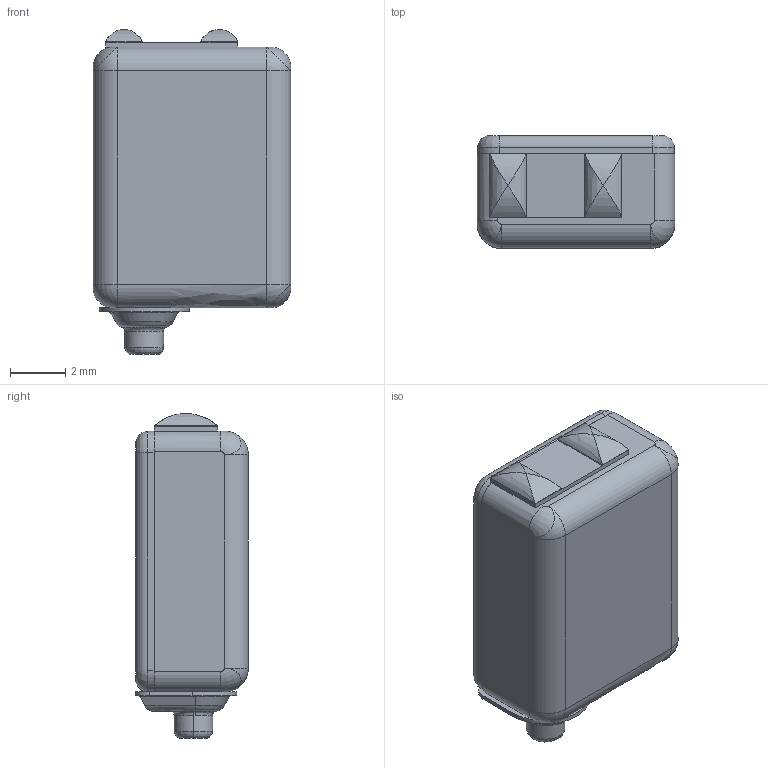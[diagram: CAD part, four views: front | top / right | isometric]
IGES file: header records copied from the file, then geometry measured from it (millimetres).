
Start section:  PTC IGES file: ci-28597-000_sw.igs
Global section: file name: ci-28597-000_sw.igs; native system: Pro/ENGINEER by Parametric Technology Corporation; preprocessor: 2005070; author: DSchaefe; organization: Unknown; date: 051212.103655; units: inch
Bounding box: 7.14 x 4.06 x 11.74 mm (x, y, z)
Volume: 55.2 mm3; surface area: 527.1 mm2
Topology: 3 solids, 3 shells, 233 faces, 583 edges, 353 vertices
Faces by surface type: revolution 131, bspline 102
